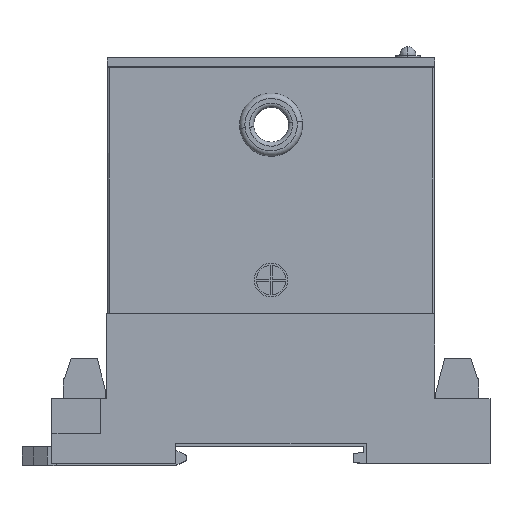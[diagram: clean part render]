
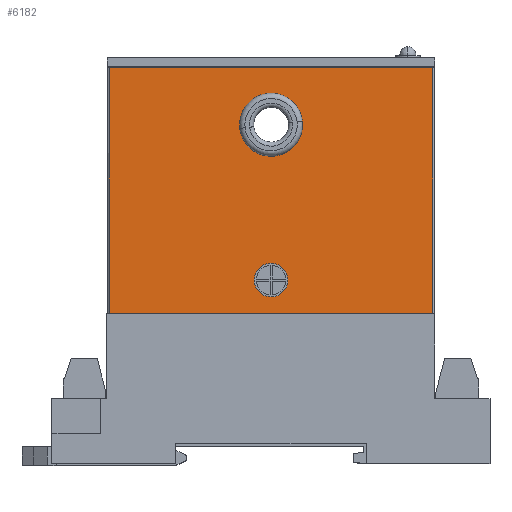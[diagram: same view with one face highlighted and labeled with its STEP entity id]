
A CAD part, top view. The second image highlights one B-rep face of the part: STEP entity #6182.
In plain terms, the highlighted planar face has unit normal (0, 0, 1).
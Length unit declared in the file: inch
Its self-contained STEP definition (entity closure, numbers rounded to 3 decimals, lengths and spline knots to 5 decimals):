
#42 = LINE ( 'NONE', #21096, #8293 ) ;
#1082 = CARTESIAN_POINT ( 'NONE',  ( 1.20558, -0.01037, 0. ) ) ;
#1207 = EDGE_CURVE ( 'NONE', #11914, #5038, #2653, .T. ) ;
#2112 = VERTEX_POINT ( 'NONE', #13426 ) ;
#2275 = AXIS2_PLACEMENT_3D ( 'NONE', #7820, #19270, #9474 ) ;
#2335 = LINE ( 'NONE', #6788, #14380 ) ;
#2653 = CIRCLE ( 'NONE', #2275, 0.125 ) ;
#2677 = DIRECTION ( 'NONE',  ( 0., 0., 1. ) ) ;
#3163 = EDGE_LOOP ( 'NONE', ( #9166, #10199, #11391, #7705 ) ) ;
#3381 = EDGE_CURVE ( 'NONE', #15848, #2112, #18507, .T. ) ;
#4448 = DIRECTION ( 'NONE',  ( 1., 0., 0. ) ) ;
#4580 = EDGE_CURVE ( 'NONE', #14929, #20694, #8468, .T. ) ;
#5038 = VERTEX_POINT ( 'NONE', #7172 ) ;
#5813 = CARTESIAN_POINT ( 'NONE',  ( 0., -1.59427, 0. ) ) ;
#5974 = CARTESIAN_POINT ( 'NONE',  ( 1.20558, -1.845, 0. ) ) ;
#6100 = LINE ( 'NONE', #5974, #18135 ) ;
#6111 = CARTESIAN_POINT ( 'NONE',  ( -2.5, -0.01037, 0. ) ) ;
#6182 = ADVANCED_FACE ( 'NONE', ( #7900, #20934, #12735 ), #19384, .T. ) ;
#6186 = CARTESIAN_POINT ( 'NONE',  ( 0., -0.436, 0. ) ) ;
#6290 = CIRCLE ( 'NONE', #13518, 0.125 ) ;
#6788 = CARTESIAN_POINT ( 'NONE',  ( -2.5, -1.84291, 0. ) ) ;
#7172 = CARTESIAN_POINT ( 'NONE',  ( 0.125, -1.59427, 0. ) ) ;
#7466 = DIRECTION ( 'NONE',  ( 1., 0., 0. ) ) ;
#7705 = ORIENTED_EDGE ( 'NONE', *, *, #9543, .T. ) ;
#7820 = CARTESIAN_POINT ( 'NONE',  ( 0., -1.59427, 0. ) ) ;
#7831 = DIRECTION ( 'NONE',  ( 1., 0., 0. ) ) ;
#7900 = FACE_BOUND ( 'NONE', #9517, .T. ) ;
#8293 = VECTOR ( 'NONE', #11315, 39.37008 ) ;
#8400 = CIRCLE ( 'NONE', #18997, 0.185 ) ;
#8468 = LINE ( 'NONE', #6111, #11812 ) ;
#8790 = EDGE_CURVE ( 'NONE', #5038, #11914, #6290, .T. ) ;
#9166 = ORIENTED_EDGE ( 'NONE', *, *, #13711, .T. ) ;
#9474 = DIRECTION ( 'NONE',  ( 1., 0., 0. ) ) ;
#9517 = EDGE_LOOP ( 'NONE', ( #13717, #14959 ) ) ;
#9543 = EDGE_CURVE ( 'NONE', #14929, #17310, #42, .T. ) ;
#9580 = DIRECTION ( 'NONE',  ( 0., 0., 1. ) ) ;
#10199 = ORIENTED_EDGE ( 'NONE', *, *, #16482, .T. ) ;
#10391 = CARTESIAN_POINT ( 'NONE',  ( -1.20558, -0.01037, 0. ) ) ;
#11315 = DIRECTION ( 'NONE',  ( 0., -1., 0. ) ) ;
#11391 = ORIENTED_EDGE ( 'NONE', *, *, #4580, .F. ) ;
#11443 = VERTEX_POINT ( 'NONE', #17733 ) ;
#11711 = DIRECTION ( 'NONE',  ( 1., 0., 0. ) ) ;
#11812 = VECTOR ( 'NONE', #4448, 39.37008 ) ;
#11914 = VERTEX_POINT ( 'NONE', #19721 ) ;
#12505 = CARTESIAN_POINT ( 'NONE',  ( 0., -0.436, 0. ) ) ;
#12707 = CARTESIAN_POINT ( 'NONE',  ( -1.21541, -1.845, 0. ) ) ;
#12735 = FACE_BOUND ( 'NONE', #18092, .T. ) ;
#12907 = AXIS2_PLACEMENT_3D ( 'NONE', #12505, #2677, #14128 ) ;
#13426 = CARTESIAN_POINT ( 'NONE',  ( -0.185, -0.436, 0. ) ) ;
#13518 = AXIS2_PLACEMENT_3D ( 'NONE', #5813, #17249, #7466 ) ;
#13711 = EDGE_CURVE ( 'NONE', #17310, #11443, #2335, .T. ) ;
#13717 = ORIENTED_EDGE ( 'NONE', *, *, #8790, .F. ) ;
#14128 = DIRECTION ( 'NONE',  ( 1., 0., 0. ) ) ;
#14380 = VECTOR ( 'NONE', #11711, 39.37008 ) ;
#14929 = VERTEX_POINT ( 'NONE', #10391 ) ;
#14959 = ORIENTED_EDGE ( 'NONE', *, *, #1207, .F. ) ;
#15766 = DIRECTION ( 'NONE',  ( 0., 1., 0. ) ) ;
#15848 = VERTEX_POINT ( 'NONE', #20855 ) ;
#16482 = EDGE_CURVE ( 'NONE', #11443, #20694, #6100, .T. ) ;
#16559 = EDGE_CURVE ( 'NONE', #2112, #15848, #8400, .T. ) ;
#17249 = DIRECTION ( 'NONE',  ( 0., 0., 1. ) ) ;
#17310 = VERTEX_POINT ( 'NONE', #18831 ) ;
#17618 = DIRECTION ( 'NONE',  ( 0., 0., 1. ) ) ;
#17733 = CARTESIAN_POINT ( 'NONE',  ( 1.20558, -1.84291, 0. ) ) ;
#17953 = ORIENTED_EDGE ( 'NONE', *, *, #16559, .F. ) ;
#18092 = EDGE_LOOP ( 'NONE', ( #20763, #17953 ) ) ;
#18135 = VECTOR ( 'NONE', #15766, 39.37008 ) ;
#18507 = CIRCLE ( 'NONE', #12907, 0.185 ) ;
#18831 = CARTESIAN_POINT ( 'NONE',  ( -1.20558, -1.84291, 0. ) ) ;
#18997 = AXIS2_PLACEMENT_3D ( 'NONE', #6186, #17618, #7831 ) ;
#19270 = DIRECTION ( 'NONE',  ( 0., 0., 1. ) ) ;
#19384 = PLANE ( 'NONE',  #19824 ) ;
#19721 = CARTESIAN_POINT ( 'NONE',  ( -0.125, -1.59427, 0. ) ) ;
#19824 = AXIS2_PLACEMENT_3D ( 'NONE', #12707, #9580, #21009 ) ;
#20694 = VERTEX_POINT ( 'NONE', #1082 ) ;
#20763 = ORIENTED_EDGE ( 'NONE', *, *, #3381, .F. ) ;
#20855 = CARTESIAN_POINT ( 'NONE',  ( 0.185, -0.436, 0. ) ) ;
#20934 = FACE_OUTER_BOUND ( 'NONE', #3163, .T. ) ;
#21009 = DIRECTION ( 'NONE',  ( 1., 0., 0. ) ) ;
#21096 = CARTESIAN_POINT ( 'NONE',  ( -1.20558, -1.845, 0. ) ) ;
